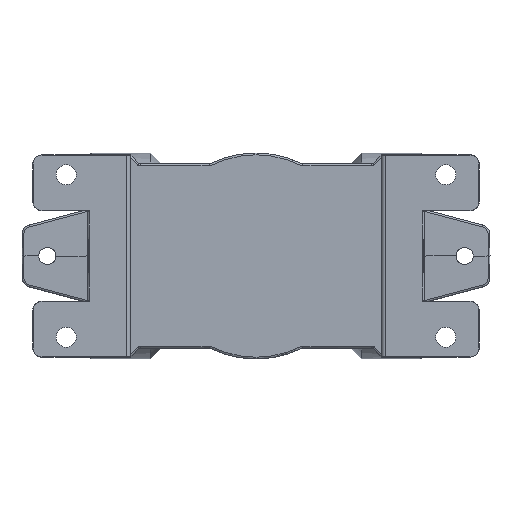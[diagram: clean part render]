
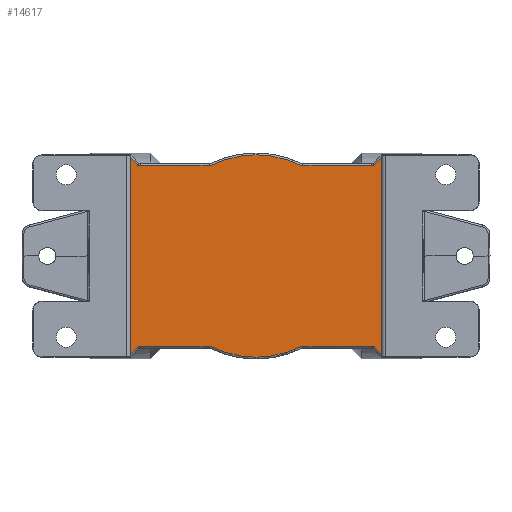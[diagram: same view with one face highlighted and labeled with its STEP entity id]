
A CAD part, front view. The second image highlights one B-rep face of the part: STEP entity #14617.
In plain terms, the highlighted planar face has unit normal (0, -1, 0).
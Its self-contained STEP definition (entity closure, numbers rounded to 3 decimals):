
#633=DIRECTION('',(1.,0.,0.));
#634=VECTOR('',#633,19.365);
#635=CARTESIAN_POINT('',(-32.061,-5.5,
-24.956));
#636=LINE('',#635,#634);
#641=CARTESIAN_POINT('',(-32.768,-5.5,
-25.249));
#642=CARTESIAN_POINT('',(-32.702,-5.5,
-25.185));
#643=CARTESIAN_POINT('',(-32.561,-5.5,
-25.077));
#644=CARTESIAN_POINT('',(-32.321,-5.5,
-24.979));
#645=CARTESIAN_POINT('',(-32.15,-5.5,
-24.957));
#646=CARTESIAN_POINT('',(-32.061,-5.5,
-24.956));
#682=CARTESIAN_POINT('',(-34.75,-5.5,27.231));
#684=DIRECTION('',(0.,0.,-1.));
#685=VECTOR('',#684,54.462);
#686=CARTESIAN_POINT('',(-34.75,-5.5,27.231));
#687=LINE('',#686,#685);
#688=CARTESIAN_POINT('',(-34.75,-5.5,-27.231));
#729=CARTESIAN_POINT('',(-32.061,-5.5,24.956));
#730=CARTESIAN_POINT('',(-32.153,-5.5,24.958));
#731=CARTESIAN_POINT('',(-32.329,-5.5,24.981));
#732=CARTESIAN_POINT('',(-32.568,-5.5,25.082));
#733=CARTESIAN_POINT('',(-32.705,-5.5,25.187));
#734=CARTESIAN_POINT('',(-32.768,-5.5,25.249));
#745=DIRECTION('',(-1.,0.,0.));
#746=VECTOR('',#745,19.365);
#747=CARTESIAN_POINT('',(-12.696,-5.5,24.956));
#748=LINE('',#747,#746);
#3221=CARTESIAN_POINT('',(12.696,-5.5,-24.956));
#3251=DIRECTION('',(1.,0.,0.));
#3252=VECTOR('',#3251,19.365);
#3253=CARTESIAN_POINT('',(12.696,-5.5,-24.956));
#3254=LINE('',#3253,#3252);
#3260=CARTESIAN_POINT('',(32.061,-5.5,
-24.956));
#3261=CARTESIAN_POINT('',(32.153,-5.5,
-24.958));
#3262=CARTESIAN_POINT('',(32.329,-5.5,
-24.981));
#3263=CARTESIAN_POINT('',(32.568,-5.5,
-25.082));
#3264=CARTESIAN_POINT('',(32.705,-5.5,
-25.187));
#3265=CARTESIAN_POINT('',(32.768,-5.5,
-25.249));
#3272=DIRECTION('',(-0.707,0.,0.707));
#3273=VECTOR('',#3272,2.803);
#3274=CARTESIAN_POINT('',(34.75,-5.5,-27.231));
#3275=LINE('',#3274,#3273);
#3276=CARTESIAN_POINT('',(0.,-5.5,0.));
#3277=DIRECTION('',(0.,1.,0.));
#3278=DIRECTION('',(0.453,0.,-0.891));
#3279=AXIS2_PLACEMENT_3D('',#3276,#3277,#3278);
#3281=DIRECTION('',(-0.707,0.,-0.707));
#3282=VECTOR('',#3281,2.803);
#3283=CARTESIAN_POINT('',(-32.768,-5.5,
-25.249));
#3284=LINE('',#3283,#3282);
#3285=DIRECTION('',(0.707,0.,-0.707));
#3286=VECTOR('',#3285,2.803);
#3287=CARTESIAN_POINT('',(-34.75,-5.5,27.231));
#3288=LINE('',#3287,#3286);
#3289=CARTESIAN_POINT('',(0.,-5.5,0.));
#3290=DIRECTION('',(0.,1.,0.));
#3291=DIRECTION('',(-0.453,0.,0.891));
#3292=AXIS2_PLACEMENT_3D('',#3289,#3290,#3291);
#3294=DIRECTION('',(0.707,0.,0.707));
#3295=VECTOR('',#3294,2.803);
#3296=CARTESIAN_POINT('',(32.768,-5.5,25.249));
#3297=LINE('',#3296,#3295);
#3315=DIRECTION('',(0.,0.,1.));
#3316=VECTOR('',#3315,54.462);
#3317=CARTESIAN_POINT('',(34.75,-5.5,-27.231));
#3318=LINE('',#3317,#3316);
#3699=DIRECTION('',(-1.,0.,0.));
#3700=VECTOR('',#3699,19.365);
#3701=CARTESIAN_POINT('',(32.061,-5.5,24.956));
#3702=LINE('',#3701,#3700);
#3712=CARTESIAN_POINT('',(32.768,-5.5,25.249));
#3713=CARTESIAN_POINT('',(32.702,-5.5,25.185));
#3714=CARTESIAN_POINT('',(32.561,-5.5,25.077));
#3715=CARTESIAN_POINT('',(32.321,-5.5,24.979));
#3716=CARTESIAN_POINT('',(32.15,-5.5,24.957));
#3717=CARTESIAN_POINT('',(32.061,-5.5,24.956));
#3743=CARTESIAN_POINT('',(-12.696,-5.5,24.956));
#8251=CARTESIAN_POINT('',(-32.061,-5.5,
-24.956));
#8252=VERTEX_POINT('',#8251);
#8253=CARTESIAN_POINT('',(-12.696,-5.5,-24.956));
#8254=VERTEX_POINT('',#8253);
#8255=CARTESIAN_POINT('',(-32.768,-5.5,-25.249));
#8256=VERTEX_POINT('',#8255);
#8259=VERTEX_POINT('',#688);
#8264=VERTEX_POINT('',#682);
#8269=CARTESIAN_POINT('',(-32.768,-5.5,
25.249));
#8271=VERTEX_POINT('',#8269);
#8274=CARTESIAN_POINT('',(-32.061,-5.5,24.956));
#8276=VERTEX_POINT('',#8274);
#8279=VERTEX_POINT('',#3743);
#8864=VERTEX_POINT('',#3221);
#8866=CARTESIAN_POINT('',(32.061,-5.5,-24.956));
#8868=VERTEX_POINT('',#8866);
#8869=VERTEX_POINT('',#3265);
#8872=CARTESIAN_POINT('',(34.75,-5.5,-27.231));
#8873=CARTESIAN_POINT('',(34.75,-5.5,27.231));
#8874=VERTEX_POINT('',#8872);
#8875=VERTEX_POINT('',#8873);
#8876=CARTESIAN_POINT('',(12.696,-5.5,24.956));
#8877=VERTEX_POINT('',#8876);
#8878=CARTESIAN_POINT('',(32.061,-5.5,24.956));
#8879=VERTEX_POINT('',#8878);
#8880=VERTEX_POINT('',#3712);
#14588=CARTESIAN_POINT('',(0.,-5.5,0.));
#14589=DIRECTION('',(0.,-1.,0.));
#14590=DIRECTION('',(0.,0.,-1.));
#14591=AXIS2_PLACEMENT_3D('',#14588,#14589,#14590);
#14592=PLANE('',#14591);
#14594=ORIENTED_EDGE('',*,*,#14593,.F.);
#14596=ORIENTED_EDGE('',*,*,#14595,.T.);
#14597=ORIENTED_EDGE('',*,*,#14579,.F.);
#14598=ORIENTED_EDGE('',*,*,#14552,.F.);
#14599=ORIENTED_EDGE('',*,*,#14537,.T.);
#14600=ORIENTED_EDGE('',*,*,#10893,.F.);
#14601=ORIENTED_EDGE('',*,*,#10924,.F.);
#14602=ORIENTED_EDGE('',*,*,#10942,.T.);
#14603=ORIENTED_EDGE('',*,*,#10968,.F.);
#14604=ORIENTED_EDGE('',*,*,#11000,.T.);
#14605=ORIENTED_EDGE('',*,*,#11032,.F.);
#14606=ORIENTED_EDGE('',*,*,#11050,.F.);
#14608=ORIENTED_EDGE('',*,*,#14607,.T.);
#14610=ORIENTED_EDGE('',*,*,#14609,.F.);
#14612=ORIENTED_EDGE('',*,*,#14611,.F.);
#14614=ORIENTED_EDGE('',*,*,#14613,.T.);
#14615=EDGE_LOOP('',(#14594,#14596,#14597,#14598,#14599,#14600,#14601,#14602,
#14603,#14604,#14605,#14606,#14608,#14610,#14612,#14614));
#14616=FACE_OUTER_BOUND('',#14615,.F.);
#14617=ADVANCED_FACE('',(#14616),#14592,.T.);
#647=B_SPLINE_CURVE_WITH_KNOTS('',3,(#641,#642,#643,#644,#645,#646),
.UNSPECIFIED.,.F.,.F.,(4,1,1,4),(0.,0.333,0.667,1.),
.UNSPECIFIED.);
#735=B_SPLINE_CURVE_WITH_KNOTS('',3,(#729,#730,#731,#732,#733,#734),
.UNSPECIFIED.,.F.,.F.,(4,1,1,4),(0.,0.333,0.667,1.),
.UNSPECIFIED.);
#3266=B_SPLINE_CURVE_WITH_KNOTS('',3,(#3260,#3261,#3262,#3263,#3264,#3265),
.UNSPECIFIED.,.F.,.F.,(4,1,1,4),(0.,0.333,0.667,1.),
.UNSPECIFIED.);
#3280=CIRCLE('',#3279,28.);
#3293=CIRCLE('',#3292,28.);
#3718=B_SPLINE_CURVE_WITH_KNOTS('',3,(#3712,#3713,#3714,#3715,#3716,#3717),
.UNSPECIFIED.,.F.,.F.,(4,1,1,4),(0.,0.333,0.667,1.),
.UNSPECIFIED.);
#10893=EDGE_CURVE('',#8252,#8254,#636,.T.);
#10924=EDGE_CURVE('',#8256,#8252,#647,.T.);
#10942=EDGE_CURVE('',#8256,#8259,#3284,.T.);
#10968=EDGE_CURVE('',#8264,#8259,#687,.T.);
#11000=EDGE_CURVE('',#8264,#8271,#3288,.T.);
#11032=EDGE_CURVE('',#8276,#8271,#735,.T.);
#11050=EDGE_CURVE('',#8279,#8276,#748,.T.);
#14537=EDGE_CURVE('',#8864,#8254,#3280,.T.);
#14552=EDGE_CURVE('',#8864,#8868,#3254,.T.);
#14579=EDGE_CURVE('',#8868,#8869,#3266,.T.);
#14593=EDGE_CURVE('',#8874,#8875,#3318,.T.);
#14595=EDGE_CURVE('',#8874,#8869,#3275,.T.);
#14607=EDGE_CURVE('',#8279,#8877,#3293,.T.);
#14609=EDGE_CURVE('',#8879,#8877,#3702,.T.);
#14611=EDGE_CURVE('',#8880,#8879,#3718,.T.);
#14613=EDGE_CURVE('',#8880,#8875,#3297,.T.);
